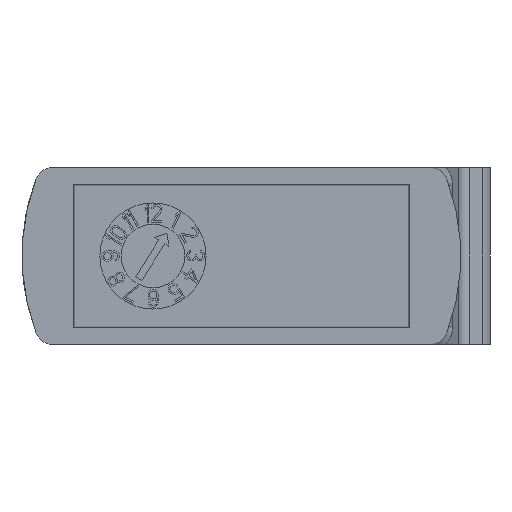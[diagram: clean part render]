
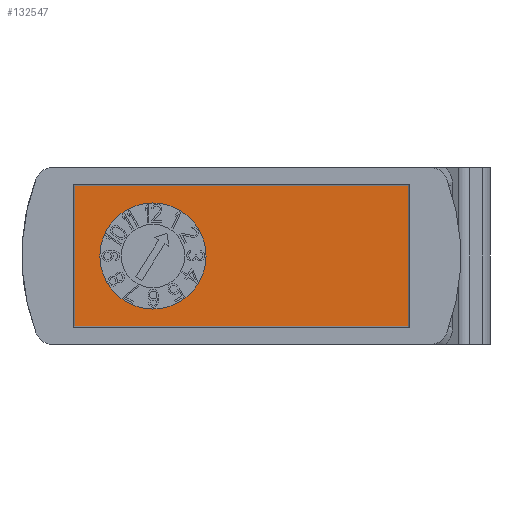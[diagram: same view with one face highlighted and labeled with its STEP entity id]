
A CAD part, front view. The second image highlights one B-rep face of the part: STEP entity #132547.
In plain terms, the highlighted planar face has unit normal (0, -1, 0).
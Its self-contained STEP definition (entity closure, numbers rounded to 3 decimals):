
#47488=DIRECTION('',(0.,0.,-1.));
#47489=VECTOR('',#47488,7.95);
#47490=CARTESIAN_POINT('',(-9.425,0.8,3.975));
#47491=LINE('',#47490,#47489);
#47492=DIRECTION('',(-1.,0.,0.));
#47493=VECTOR('',#47492,18.85);
#47494=CARTESIAN_POINT('',(9.425,0.8,3.975));
#47495=LINE('',#47494,#47493);
#47496=DIRECTION('',(0.,0.,-1.));
#47497=VECTOR('',#47496,7.95);
#47498=CARTESIAN_POINT('',(9.425,0.8,3.975));
#47499=LINE('',#47498,#47497);
#47500=DIRECTION('',(-1.,0.,0.));
#47501=VECTOR('',#47500,18.85);
#47502=CARTESIAN_POINT('',(9.425,0.8,-3.975));
#47503=LINE('',#47502,#47501);
#47504=CARTESIAN_POINT('',(-5.,0.8,0.));
#47505=DIRECTION('',(0.,1.,0.));
#47506=DIRECTION('',(-1.,0.,0.));
#47507=AXIS2_PLACEMENT_3D('',#47504,#47505,#47506);
#47509=CARTESIAN_POINT('',(-5.,0.8,0.));
#47510=DIRECTION('',(0.,1.,0.));
#47511=DIRECTION('',(1.,0.,0.));
#47512=AXIS2_PLACEMENT_3D('',#47509,#47510,#47511);
#53144=CARTESIAN_POINT('',(-9.425,0.8,3.975));
#53145=CARTESIAN_POINT('',(-9.425,0.8,-3.975));
#53146=VERTEX_POINT('',#53144);
#53147=VERTEX_POINT('',#53145);
#53148=CARTESIAN_POINT('',(9.425,0.8,3.975));
#53149=CARTESIAN_POINT('',(9.425,0.8,-3.975));
#53150=VERTEX_POINT('',#53148);
#53151=VERTEX_POINT('',#53149);
#53156=CARTESIAN_POINT('',(-8.,0.8,0.));
#53157=CARTESIAN_POINT('',(-2.,0.8,0.));
#53158=VERTEX_POINT('',#53156);
#53159=VERTEX_POINT('',#53157);
#132530=CARTESIAN_POINT('',(0.,0.8,0.));
#132531=DIRECTION('',(0.,-1.,0.));
#132532=DIRECTION('',(-1.,0.,0.));
#132533=AXIS2_PLACEMENT_3D('',#132530,#132531,#132532);
#132534=PLANE('',#132533);
#132535=ORIENTED_EDGE('',*,*,#132496,.F.);
#132536=ORIENTED_EDGE('',*,*,#132512,.F.);
#132537=ORIENTED_EDGE('',*,*,#132523,.T.);
#132538=ORIENTED_EDGE('',*,*,#132481,.T.);
#132539=EDGE_LOOP('',(#132535,#132536,#132537,#132538));
#132540=FACE_OUTER_BOUND('',#132539,.F.);
#132542=ORIENTED_EDGE('',*,*,#132541,.F.);
#132544=ORIENTED_EDGE('',*,*,#132543,.F.);
#132545=EDGE_LOOP('',(#132542,#132544));
#132546=FACE_BOUND('',#132545,.F.);
#132547=ADVANCED_FACE('',(#132540,#132546),#132534,.T.);
#47508=CIRCLE('',#47507,3.);
#47513=CIRCLE('',#47512,3.);
#132481=EDGE_CURVE('',#53151,#53147,#47503,.T.);
#132496=EDGE_CURVE('',#53146,#53147,#47491,.T.);
#132512=EDGE_CURVE('',#53150,#53146,#47495,.T.);
#132523=EDGE_CURVE('',#53150,#53151,#47499,.T.);
#132541=EDGE_CURVE('',#53158,#53159,#47508,.T.);
#132543=EDGE_CURVE('',#53159,#53158,#47513,.T.);
